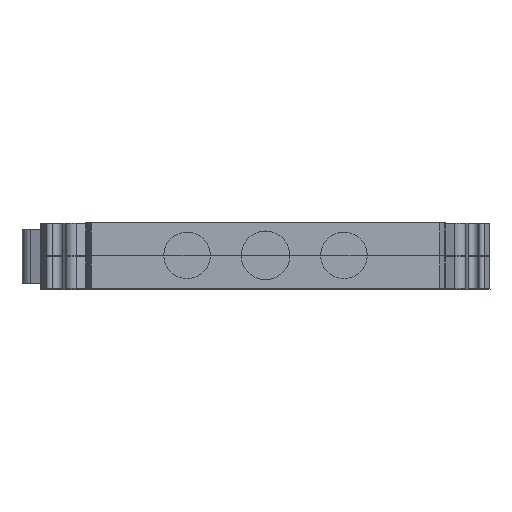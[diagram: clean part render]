
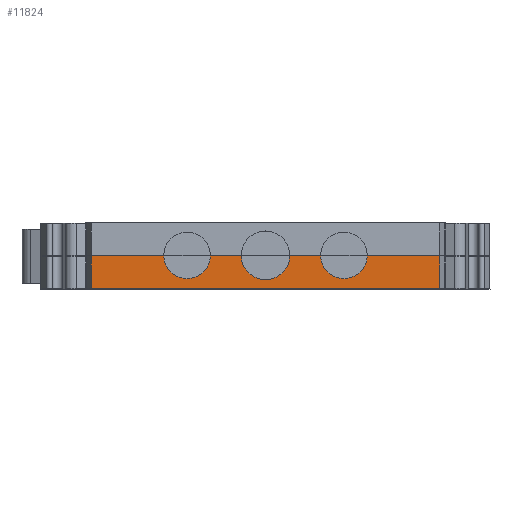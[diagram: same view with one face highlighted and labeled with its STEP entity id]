
A CAD part, top view. The second image highlights one B-rep face of the part: STEP entity #11824.
In plain terms, the highlighted planar face has unit normal (0, 0, 1).
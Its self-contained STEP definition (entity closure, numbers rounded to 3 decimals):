
#262=CIRCLE('',#12416,2.15);
#263=CIRCLE('',#12417,2.25);
#264=CIRCLE('',#12418,2.15);
#2597=ORIENTED_EDGE('',*,*,#3067,.T.);
#2598=ORIENTED_EDGE('',*,*,#4065,.T.);
#2599=ORIENTED_EDGE('',*,*,#3063,.T.);
#2600=ORIENTED_EDGE('',*,*,#4066,.T.);
#2601=ORIENTED_EDGE('',*,*,#3059,.T.);
#2602=ORIENTED_EDGE('',*,*,#4067,.T.);
#2603=ORIENTED_EDGE('',*,*,#3055,.T.);
#2604=ORIENTED_EDGE('',*,*,#3939,.T.);
#2605=ORIENTED_EDGE('',*,*,#3871,.F.);
#2606=ORIENTED_EDGE('',*,*,#4064,.F.);
#3055=EDGE_CURVE('',#4293,#4292,#5127,.T.);
#3059=EDGE_CURVE('',#4297,#4296,#5131,.T.);
#3063=EDGE_CURVE('',#4301,#4300,#5135,.T.);
#3067=EDGE_CURVE('',#4305,#4304,#5139,.T.);
#3871=EDGE_CURVE('',#4891,#4892,#5781,.T.);
#3939=EDGE_CURVE('',#4292,#4892,#5831,.T.);
#4064=EDGE_CURVE('',#4305,#4891,#5953,.T.);
#4065=EDGE_CURVE('',#4304,#4301,#262,.F.);
#4066=EDGE_CURVE('',#4300,#4297,#263,.F.);
#4067=EDGE_CURVE('',#4296,#4293,#264,.F.);
#4292=VERTEX_POINT('',#15094);
#4293=VERTEX_POINT('',#15096);
#4296=VERTEX_POINT('',#15102);
#4297=VERTEX_POINT('',#15104);
#4300=VERTEX_POINT('',#15110);
#4301=VERTEX_POINT('',#15112);
#4304=VERTEX_POINT('',#15118);
#4305=VERTEX_POINT('',#15120);
#4891=VERTEX_POINT('',#17069);
#4892=VERTEX_POINT('',#17071);
#5127=LINE('',#15095,#6165);
#5131=LINE('',#15103,#6169);
#5135=LINE('',#15111,#6173);
#5139=LINE('',#15119,#6177);
#5781=LINE('',#17070,#6819);
#5831=LINE('',#17204,#6869);
#5953=LINE('',#17453,#6991);
#6165=VECTOR('',#12740,1000.);
#6169=VECTOR('',#12744,1000.);
#6173=VECTOR('',#12748,1000.);
#6177=VECTOR('',#12752,1000.);
#6819=VECTOR('',#14030,1000.);
#6869=VECTOR('',#14138,1000.);
#6991=VECTOR('',#14514,1000.);
#7523=EDGE_LOOP('',(#2597,#2598,#2599,#2600,#2601,#2602,#2603,#2604,#2605,
#2606));
#8049=FACE_BOUND('',#7523,.T.);
#8384=PLANE('',#12415);
#11824=ADVANCED_FACE('',(#8049),#8384,.T.);
#12415=AXIS2_PLACEMENT_3D('',#17454,#14515,#14516);
#12416=AXIS2_PLACEMENT_3D('',#17455,#14517,#14518);
#12417=AXIS2_PLACEMENT_3D('',#17456,#14519,#14520);
#12418=AXIS2_PLACEMENT_3D('',#17457,#14521,#14522);
#12740=DIRECTION('',(-1.,0.,0.));
#12744=DIRECTION('',(-1.,0.,0.));
#12748=DIRECTION('',(-1.,0.,0.));
#12752=DIRECTION('',(-1.,0.,0.));
#14030=DIRECTION('',(-1.,0.,0.));
#14138=DIRECTION('',(0.,-1.,0.));
#14514=DIRECTION('',(0.,-1.,0.));
#14515=DIRECTION('',(0.,0.,1.));
#14516=DIRECTION('',(-1.,0.,0.));
#14517=DIRECTION('',(0.,0.,1.));
#14518=DIRECTION('',(1.,0.,0.));
#14519=DIRECTION('',(0.,0.,1.));
#14520=DIRECTION('',(1.,0.,0.));
#14521=DIRECTION('',(0.,0.,1.));
#14522=DIRECTION('',(1.,0.,0.));
#15094=CARTESIAN_POINT('',(-40.832,-3.409,15.8));
#15095=CARTESIAN_POINT('',(-3.982,-3.409,15.8));
#15096=CARTESIAN_POINT('',(-34.131,-3.409,15.8));
#15102=CARTESIAN_POINT('',(-29.833,-3.409,15.8));
#15103=CARTESIAN_POINT('',(-3.982,-3.409,15.8));
#15104=CARTESIAN_POINT('',(-26.981,-3.409,15.8));
#15110=CARTESIAN_POINT('',(-22.483,-3.409,15.8));
#15111=CARTESIAN_POINT('',(-3.982,-3.409,15.8));
#15112=CARTESIAN_POINT('',(-19.631,-3.409,15.8));
#15118=CARTESIAN_POINT('',(-15.333,-3.409,15.8));
#15119=CARTESIAN_POINT('',(-3.982,-3.409,15.8));
#15120=CARTESIAN_POINT('',(-8.632,-3.409,15.8));
#17069=CARTESIAN_POINT('',(-8.632,-6.409,15.8));
#17070=CARTESIAN_POINT('',(-28.132,-6.409,15.8));
#17071=CARTESIAN_POINT('',(-40.832,-6.409,15.8));
#17204=CARTESIAN_POINT('',(-40.832,-0.409,15.8));
#17453=CARTESIAN_POINT('',(-8.632,-0.409,15.8));
#17454=CARTESIAN_POINT('',(-28.132,-0.409,15.8));
#17455=CARTESIAN_POINT('',(-17.482,-3.359,15.8));
#17456=CARTESIAN_POINT('',(-24.732,-3.359,15.8));
#17457=CARTESIAN_POINT('',(-31.982,-3.359,15.8));
